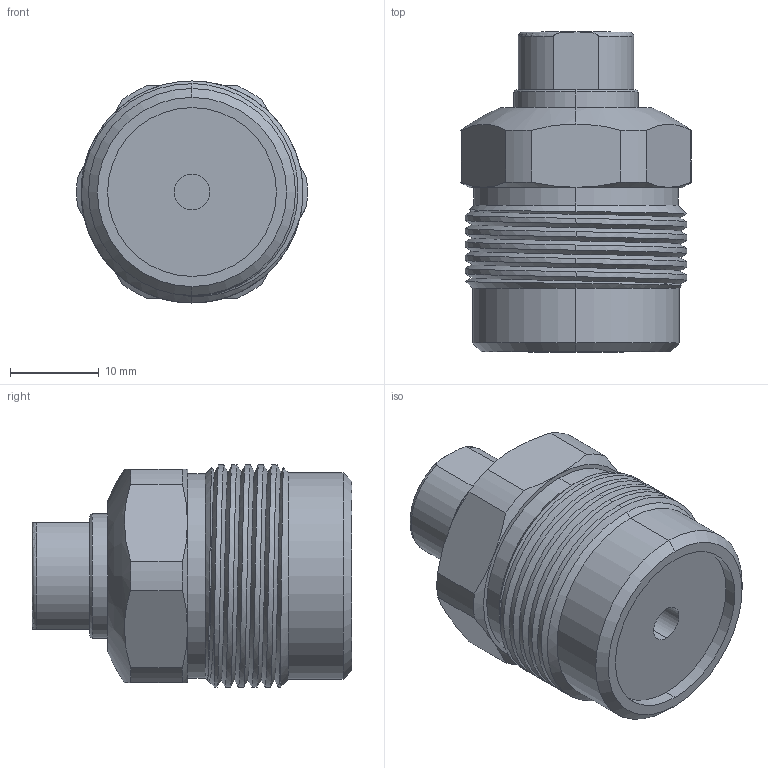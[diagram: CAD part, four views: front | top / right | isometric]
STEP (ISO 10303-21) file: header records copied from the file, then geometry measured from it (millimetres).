
FILE_DESCRIPTION (( 'STEP AP214' ), '1' );
FILE_NAME ('CTC-P025A-05.STEP', '2020-09-25T11:43:04', ( '' ), ( '' ), 'SwSTEP 2.0', 'SolidWorks 2016', '' );
FILE_SCHEMA (( 'AUTOMOTIVE_DESIGN' ));
Length unit declared in the file: millimetre
Products named in the file (1): CTC-P025A-05
Bounding box: 25.98 x 36 x 25 mm (x, y, z)
Volume: 12728.3 mm3; surface area: 4050.8 mm2
Topology: 1 solids, 1 shells, 71 faces, 172 edges, 107 vertices
Faces by surface type: cylinder 32, cone 18, plane 15, bspline 4, torus 2
Entity records: 4503 total; most frequent: CARTESIAN_POINT 2919, ORIENTED_EDGE 340, DIRECTION 309, EDGE_CURVE 170, AXIS2_PLACEMENT_3D 128, VERTEX_POINT 107, EDGE_LOOP 77, FACE_OUTER_BOUND 71
